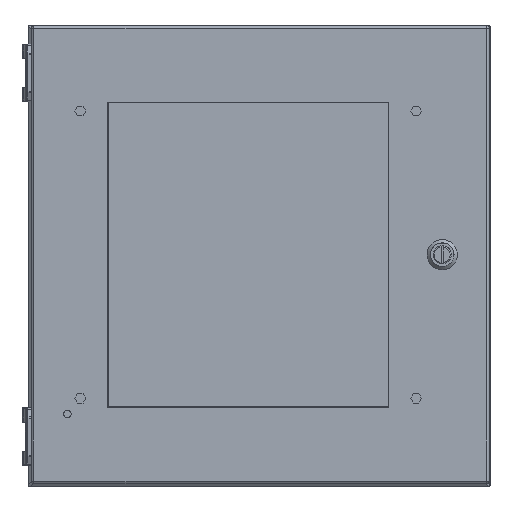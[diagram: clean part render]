
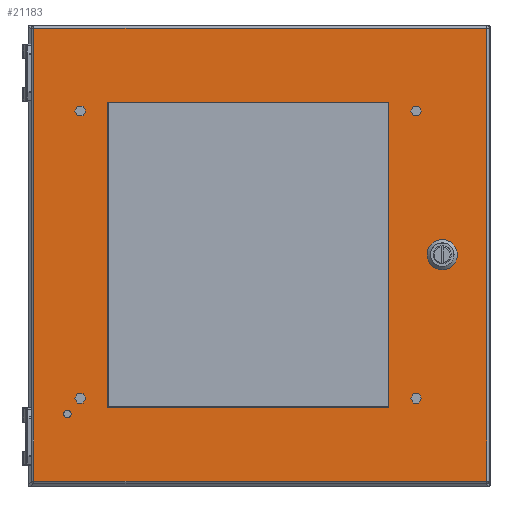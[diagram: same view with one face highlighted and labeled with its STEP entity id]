
A CAD part, top view. The second image highlights one B-rep face of the part: STEP entity #21183.
In plain terms, the highlighted planar face has unit normal (0, 0, 1).
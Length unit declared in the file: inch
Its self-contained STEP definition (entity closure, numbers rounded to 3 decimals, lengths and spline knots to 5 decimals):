
#224 = DIRECTION ( 'NONE',  ( 0., 0., 1. ) ) ;
#319 = EDGE_CURVE ( 'NONE', #13481, #44214, #34987, .T. ) ;
#870 = LINE ( 'NONE', #36847, #53935 ) ;
#918 = EDGE_CURVE ( 'NONE', #44214, #31602, #1652, .T. ) ;
#1266 = ORIENTED_EDGE ( 'NONE', *, *, #47816, .T. ) ;
#1322 = LINE ( 'NONE', #21825, #25323 ) ;
#1467 = LINE ( 'NONE', #17593, #23217 ) ;
#1568 = EDGE_CURVE ( 'NONE', #23571, #18372, #63925, .T. ) ;
#1652 = LINE ( 'NONE', #47695, #37086 ) ;
#1727 = CARTESIAN_POINT ( 'NONE',  ( -3.97055, -3.97, 2.62523 ) ) ;
#2067 = AXIS2_PLACEMENT_3D ( 'NONE', #15678, #224, #4600 ) ;
#2349 = EDGE_CURVE ( 'NONE', #27273, #14617, #7107, .T. ) ;
#2376 = CARTESIAN_POINT ( 'NONE',  ( 3.17746, 1.17801, 2.62523 ) ) ;
#3431 = EDGE_CURVE ( 'NONE', #31602, #47296, #1467, .T. ) ;
#3561 = DIRECTION ( 'NONE',  ( 0., 0., 1. ) ) ;
#4381 = LINE ( 'NONE', #29262, #58760 ) ;
#4600 = DIRECTION ( 'NONE',  ( 1., 0., 0. ) ) ;
#4679 = EDGE_CURVE ( 'NONE', #41610, #23571, #18813, .T. ) ;
#5939 = FACE_OUTER_BOUND ( 'NONE', #48227, .T. ) ;
#6764 = EDGE_CURVE ( 'NONE', #47296, #13481, #4381, .T. ) ;
#6796 = LINE ( 'NONE', #2376, #30038 ) ;
#7107 = CIRCLE ( 'NONE', #63897, 0.32 ) ;
#7115 = DIRECTION ( 'NONE',  ( -0.707, 0.707, 0. ) ) ;
#7874 = ORIENTED_EDGE ( 'NONE', *, *, #48469, .F. ) ;
#8035 = CARTESIAN_POINT ( 'NONE',  ( 5.90945, -5.91, 2.62523 ) ) ;
#8398 = CARTESIAN_POINT ( 'NONE',  ( -4.9375, -4.16, 2.62523 ) ) ;
#10341 = VERTEX_POINT ( 'NONE', #28705 ) ;
#10811 = DIRECTION ( 'NONE',  ( 0., -1., 0. ) ) ;
#10951 = CARTESIAN_POINT ( 'NONE',  ( -5.91055, -5.91, 2.62523 ) ) ;
#11918 = DIRECTION ( 'NONE',  ( -1., 0., 0. ) ) ;
#12236 = CARTESIAN_POINT ( 'NONE',  ( 4.44392, -0.08845, 2.62523 ) ) ;
#13481 = VERTEX_POINT ( 'NONE', #1727 ) ;
#14067 = DIRECTION ( 'NONE',  ( 1., 0., 0. ) ) ;
#14336 = CARTESIAN_POINT ( 'NONE',  ( -5.03555, -4.16, 2.62523 ) ) ;
#14617 = VERTEX_POINT ( 'NONE', #62744 ) ;
#14694 = CARTESIAN_POINT ( 'NONE',  ( 4.8399, -0.30753, 2.62523 ) ) ;
#14731 = DIRECTION ( 'NONE',  ( 0., 0., 1. ) ) ;
#15356 = ORIENTED_EDGE ( 'NONE', *, *, #36028, .F. ) ;
#15654 = FACE_BOUND ( 'NONE', #58618, .T. ) ;
#15678 = CARTESIAN_POINT ( 'NONE',  ( 4.75145, 0., 2.62523 ) ) ;
#16163 = CARTESIAN_POINT ( 'NONE',  ( 5.05899, -0.08845, 2.62523 ) ) ;
#17039 = VERTEX_POINT ( 'NONE', #36802 ) ;
#17593 = CARTESIAN_POINT ( 'NONE',  ( 1.99945, 3.97, 2.62523 ) ) ;
#17910 = VERTEX_POINT ( 'NONE', #14694 ) ;
#17979 = DIRECTION ( 'NONE',  ( 1., 0., 0. ) ) ;
#18372 = VERTEX_POINT ( 'NONE', #47056 ) ;
#18398 = EDGE_CURVE ( 'NONE', #28898, #28898, #28126, .T. ) ;
#18813 = LINE ( 'NONE', #43061, #24360 ) ;
#19350 = CARTESIAN_POINT ( 'NONE',  ( 3.17746, -1.17801, 2.62523 ) ) ;
#19992 = CIRCLE ( 'NONE', #26450, 0.32 ) ;
#20165 = DIRECTION ( 'NONE',  ( 1., 0., 0. ) ) ;
#20336 = CARTESIAN_POINT ( 'NONE',  ( 3.35945, -3.97, 2.62523 ) ) ;
#20986 = ORIENTED_EDGE ( 'NONE', *, *, #1568, .T. ) ;
#21183 = ADVANCED_FACE ( 'NONE', ( #15654, #35849, #37187, #5939 ), #26423, .T. ) ;
#21214 = EDGE_CURVE ( 'NONE', #18372, #10341, #870, .T. ) ;
#21825 = CARTESIAN_POINT ( 'NONE',  ( 3.57344, -1.57399, 2.62523 ) ) ;
#22044 = DIRECTION ( 'NONE',  ( 0., 0., 1. ) ) ;
#22869 = DIRECTION ( 'NONE',  ( 1., 0., 0. ) ) ;
#23171 = ORIENTED_EDGE ( 'NONE', *, *, #4679, .T. ) ;
#23217 = VECTOR ( 'NONE', #11918, 39.37008 ) ;
#23291 = DIRECTION ( 'NONE',  ( 0.707, -0.707, 0. ) ) ;
#23571 = VERTEX_POINT ( 'NONE', #8035 ) ;
#23925 = ORIENTED_EDGE ( 'NONE', *, *, #3431, .F. ) ;
#24360 = VECTOR ( 'NONE', #22869, 39.37008 ) ;
#24848 = EDGE_LOOP ( 'NONE', ( #55447 ) ) ;
#25323 = VECTOR ( 'NONE', #52412, 39.37008 ) ;
#26266 = LINE ( 'NONE', #47762, #59473 ) ;
#26423 = PLANE ( 'NONE',  #45323 ) ;
#26450 = AXIS2_PLACEMENT_3D ( 'NONE', #65421, #14731, #14067 ) ;
#26767 = DIRECTION ( 'NONE',  ( 0., 0., 1. ) ) ;
#27273 = VERTEX_POINT ( 'NONE', #16163 ) ;
#27291 = EDGE_CURVE ( 'NONE', #10341, #41610, #26266, .T. ) ;
#27483 = ORIENTED_EDGE ( 'NONE', *, *, #47479, .T. ) ;
#28088 = CARTESIAN_POINT ( 'NONE',  ( 4.75145, 0., 2.62523 ) ) ;
#28126 = CIRCLE ( 'NONE', #49528, 0.09805 ) ;
#28489 = VECTOR ( 'NONE', #34611, 39.37008 ) ;
#28705 = CARTESIAN_POINT ( 'NONE',  ( -5.91055, 5.91, 2.62523 ) ) ;
#28898 = VERTEX_POINT ( 'NONE', #8398 ) ;
#28934 = DIRECTION ( 'NONE',  ( 0., -1., 0. ) ) ;
#29262 = CARTESIAN_POINT ( 'NONE',  ( -3.97055, 0., 2.62523 ) ) ;
#30038 = VECTOR ( 'NONE', #7115, 39.37008 ) ;
#30818 = EDGE_CURVE ( 'NONE', #17039, #65584, #52538, .T. ) ;
#31528 = EDGE_LOOP ( 'NONE', ( #15356, #40150, #32782, #1266, #58814, #27483, #7874, #54336 ) ) ;
#31602 = VERTEX_POINT ( 'NONE', #43463 ) ;
#32029 = EDGE_CURVE ( 'NONE', #37782, #36137, #6796, .T. ) ;
#32155 = DIRECTION ( 'NONE',  ( 1., 0., 0. ) ) ;
#32736 = VECTOR ( 'NONE', #20165, 39.37008 ) ;
#32782 = ORIENTED_EDGE ( 'NONE', *, *, #30818, .F. ) ;
#34611 = DIRECTION ( 'NONE',  ( 0., 1., 0. ) ) ;
#34850 = DIRECTION ( 'NONE',  ( 1., 0., 0. ) ) ;
#34987 = LINE ( 'NONE', #50741, #32736 ) ;
#35061 = CARTESIAN_POINT ( 'NONE',  ( 4.44392, 0.08845, 2.62523 ) ) ;
#35849 = FACE_BOUND ( 'NONE', #31528, .T. ) ;
#36028 = EDGE_CURVE ( 'NONE', #66102, #36137, #52715, .T. ) ;
#36137 = VERTEX_POINT ( 'NONE', #12236 ) ;
#36196 = CARTESIAN_POINT ( 'NONE',  ( 1.99945, 0., 2.62523 ) ) ;
#36802 = CARTESIAN_POINT ( 'NONE',  ( 4.8399, 0.30753, 2.62523 ) ) ;
#36847 = CARTESIAN_POINT ( 'NONE',  ( -5.97055, 5.91, 2.62523 ) ) ;
#37086 = VECTOR ( 'NONE', #63108, 39.37008 ) ;
#37167 = VECTOR ( 'NONE', #23291, 39.37008 ) ;
#37187 = FACE_BOUND ( 'NONE', #24848, .T. ) ;
#37782 = VERTEX_POINT ( 'NONE', #41503 ) ;
#38758 = AXIS2_PLACEMENT_3D ( 'NONE', #28088, #22044, #17979 ) ;
#39428 = LINE ( 'NONE', #49509, #37167 ) ;
#39647 = ORIENTED_EDGE ( 'NONE', *, *, #21214, .T. ) ;
#40150 = ORIENTED_EDGE ( 'NONE', *, *, #55370, .T. ) ;
#40855 = LINE ( 'NONE', #19350, #46957 ) ;
#41503 = CARTESIAN_POINT ( 'NONE',  ( 4.66301, -0.30753, 2.62523 ) ) ;
#41610 = VERTEX_POINT ( 'NONE', #10951 ) ;
#41666 = ORIENTED_EDGE ( 'NONE', *, *, #6764, .F. ) ;
#42711 = DIRECTION ( 'NONE',  ( 1., 0., 0. ) ) ;
#43061 = CARTESIAN_POINT ( 'NONE',  ( 5.96945, -5.91, 2.62523 ) ) ;
#43250 = CARTESIAN_POINT ( 'NONE',  ( -3.97055, 3.97, 2.62523 ) ) ;
#43463 = CARTESIAN_POINT ( 'NONE',  ( 3.35945, 3.97, 2.62523 ) ) ;
#44214 = VERTEX_POINT ( 'NONE', #20336 ) ;
#44260 = ORIENTED_EDGE ( 'NONE', *, *, #918, .F. ) ;
#45323 = AXIS2_PLACEMENT_3D ( 'NONE', #36196, #26767, #32155 ) ;
#46957 = VECTOR ( 'NONE', #56297, 39.37008 ) ;
#47056 = CARTESIAN_POINT ( 'NONE',  ( 5.90945, 5.91, 2.62523 ) ) ;
#47296 = VERTEX_POINT ( 'NONE', #43250 ) ;
#47352 = ORIENTED_EDGE ( 'NONE', *, *, #27291, .T. ) ;
#47479 = EDGE_CURVE ( 'NONE', #27273, #17910, #1322, .T. ) ;
#47695 = CARTESIAN_POINT ( 'NONE',  ( 3.35945, 0., 2.62523 ) ) ;
#47762 = CARTESIAN_POINT ( 'NONE',  ( -5.91055, -5.97, 2.62523 ) ) ;
#47816 = EDGE_CURVE ( 'NONE', #17039, #14617, #39428, .T. ) ;
#48227 = EDGE_LOOP ( 'NONE', ( #20986, #39647, #47352, #23171 ) ) ;
#48469 = EDGE_CURVE ( 'NONE', #37782, #17910, #19992, .T. ) ;
#49509 = CARTESIAN_POINT ( 'NONE',  ( 3.57344, 1.57399, 2.62523 ) ) ;
#49528 = AXIS2_PLACEMENT_3D ( 'NONE', #14336, #3561, #34850 ) ;
#49724 = CARTESIAN_POINT ( 'NONE',  ( 5.90945, 5.97, 2.62523 ) ) ;
#50741 = CARTESIAN_POINT ( 'NONE',  ( 1.99945, -3.97, 2.62523 ) ) ;
#51774 = CARTESIAN_POINT ( 'NONE',  ( 4.75145, 0., 2.62523 ) ) ;
#52412 = DIRECTION ( 'NONE',  ( -0.707, -0.707, 0. ) ) ;
#52456 = DIRECTION ( 'NONE',  ( 0., 0., 1. ) ) ;
#52538 = CIRCLE ( 'NONE', #2067, 0.32 ) ;
#52715 = CIRCLE ( 'NONE', #38758, 0.32 ) ;
#53935 = VECTOR ( 'NONE', #57314, 39.37008 ) ;
#54336 = ORIENTED_EDGE ( 'NONE', *, *, #32029, .T. ) ;
#55370 = EDGE_CURVE ( 'NONE', #66102, #65584, #40855, .T. ) ;
#55447 = ORIENTED_EDGE ( 'NONE', *, *, #18398, .F. ) ;
#56297 = DIRECTION ( 'NONE',  ( 0.707, 0.707, 0. ) ) ;
#57314 = DIRECTION ( 'NONE',  ( -1., 0., 0. ) ) ;
#57344 = CARTESIAN_POINT ( 'NONE',  ( 4.66301, 0.30753, 2.62523 ) ) ;
#57587 = ORIENTED_EDGE ( 'NONE', *, *, #319, .F. ) ;
#58618 = EDGE_LOOP ( 'NONE', ( #44260, #57587, #41666, #23925 ) ) ;
#58760 = VECTOR ( 'NONE', #28934, 39.37008 ) ;
#58814 = ORIENTED_EDGE ( 'NONE', *, *, #2349, .F. ) ;
#59473 = VECTOR ( 'NONE', #10811, 39.37008 ) ;
#62744 = CARTESIAN_POINT ( 'NONE',  ( 5.05899, 0.08845, 2.62523 ) ) ;
#63108 = DIRECTION ( 'NONE',  ( 0., 1., 0. ) ) ;
#63897 = AXIS2_PLACEMENT_3D ( 'NONE', #51774, #52456, #42711 ) ;
#63925 = LINE ( 'NONE', #49724, #28489 ) ;
#65421 = CARTESIAN_POINT ( 'NONE',  ( 4.75145, 0., 2.62523 ) ) ;
#65584 = VERTEX_POINT ( 'NONE', #57344 ) ;
#66102 = VERTEX_POINT ( 'NONE', #35061 ) ;
